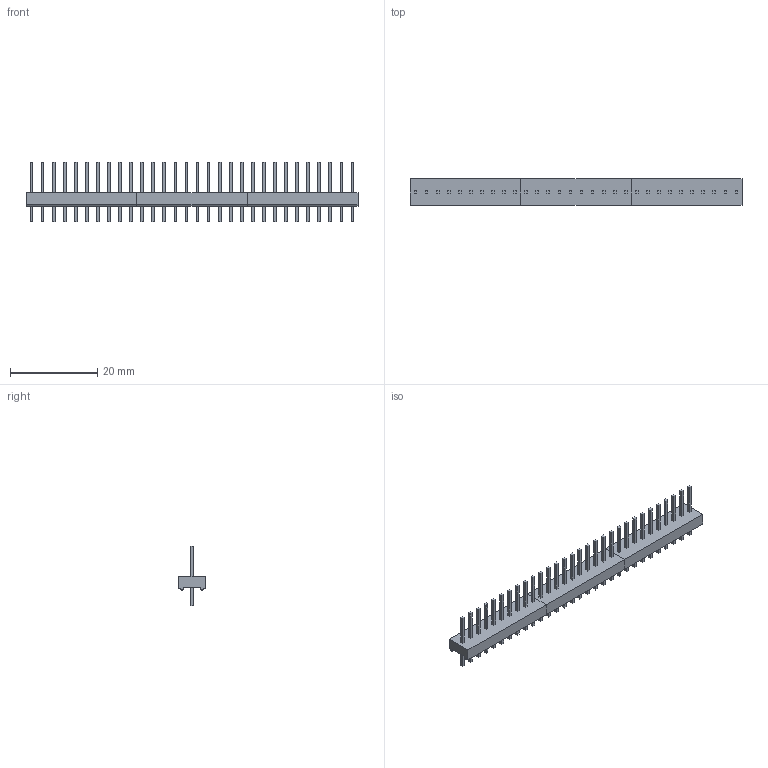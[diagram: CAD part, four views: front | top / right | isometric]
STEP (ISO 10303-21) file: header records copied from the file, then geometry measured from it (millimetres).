
FILE_DESCRIPTION (( 'STEP AP214' ), '1' );
FILE_NAME ('Header 30x1.STEP', '2015-06-24T23:49:21', ( '' ), ( '' ), 'SwSTEP 2.0', 'SolidWorks 2014', '' );
FILE_SCHEMA (( 'AUTOMOTIVE_DESIGN' ));
Length unit declared in the file: millimetre
Products named in the file (2): Header 30x1; Header
Assembly tree (3 placements, depth 2):
  Header 30x1
    Header  x3
Bounding box: 76.2 x 6.08 x 13.59 mm (x, y, z)
Volume: 1326.1 mm3; surface area: 2395.3 mm2
Topology: 3 solids, 3 shells, 336 faces, 810 edges, 540 vertices
Faces by surface type: plane 330, cylinder 6
Entity records: 3335 total; most frequent: CARTESIAN_POINT 568, ORIENTED_EDGE 540, DIRECTION 510, EDGE_CURVE 270, VECTOR 266, LINE 266, VERTEX_POINT 180, EDGE_LOOP 132
